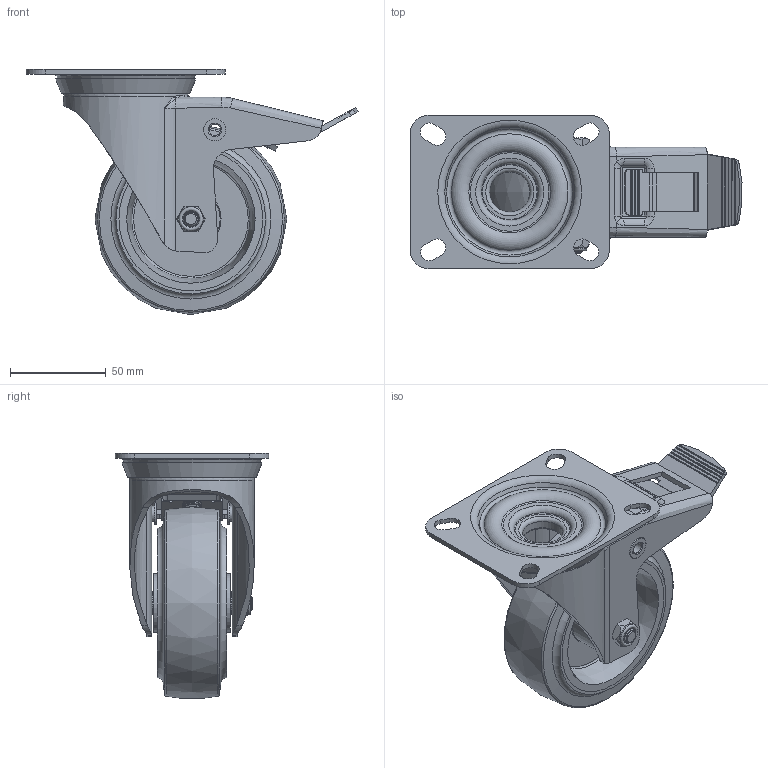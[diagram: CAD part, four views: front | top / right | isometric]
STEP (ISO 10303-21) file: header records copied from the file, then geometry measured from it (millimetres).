
FILE_DESCRIPTION(/* description */ ('','CAx-IF Rec.Pracs.---Representation and Presentation of Product Manufacturing Information (PMI)---4.0---2014-10-13'),/* implementation_level */ '2;1');
FILE_NAME(/* name */ 'V42Q100GNRP04.step',/* time_stamp */ '2025-02-27T10:06:48Z',/* author */ (''),/* organization */ (''),/* preprocessor_version */ 'ST-DEVELOPER v20',/* originating_system */ 'Autodesk Translation Framework v13.20.0.188',/* authorisation */ '');
FILE_SCHEMA (('AP242_MANAGED_MODEL_BASED_3D_ENGINEERING_MIM_LF { 1 0 10303 442 1 1 4 }'));
Length unit declared in the file: millimetre
Products named in the file (26): V42Q100GNRP04; BZMM100WSRNRB v1; 65 SHORE A ELASTIC RUBBER TYRE; NYLON RIM; NYLON RIM Geometry; CAP; ROLLER BEARING; cage; Pattern; Component7; 4CUN-LUNZI_ASM; 4CUN-SSZJ-25; GQ5; SSXG; GQ6; 4CUN-FK-25; JQ; 4CUN-ZS; 4CUN-MPTJLS; 4CUN-LSLZ; FANGSONGLUOMU_ASM; LUOMU; LANJIAOXIN; MP-MD; TUBEM12X40 v1; ZINC PLATED STEEL TUBE
Assembly tree (33 placements, depth 5):
  V42Q100GNRP04
    BZMM100WSRNRB v1
      65 SHORE A ELASTIC RUBBER TYRE
      NYLON RIM
        NYLON RIM Geometry
        CAP
      ROLLER BEARING
        cage
        Pattern
          Component7  x8
    4CUN-LUNZI_ASM
      4CUN-SSZJ-25
      GQ5
      SSXG
      GQ6
      4CUN-FK-25
      JQ
      4CUN-ZS
      MP-MD  x2
      4CUN-MPTJLS
      4CUN-LSLZ
      FANGSONGLUOMU_ASM
        LUOMU
        LANJIAOXIN
    TUBEM12X40 v1
      ZINC PLATED STEEL TUBE
Bounding box: 173.17 x 80 x 127.86 mm (x, y, z)
Volume: 267628.6 mm3; surface area: 143274.8 mm2
Topology: 65 solids, 85 shells, 971 faces, 2622 edges, 1707 vertices
Faces by surface type: plane 425, cylinder 306, bspline 104, torus 51, cone 44, sphere 41
Full cylindrical faces by diameter (mm): 3.2 x2, 3.75 x8, 6 x2, 6.5 x17, 6.8 x16, 8 x3, 8.4 x1, 8.5 x4, 10 x5, 11.3 x1, 11.5 x2, 11.9 x1, 12.5 x3, 13 x1, 20 x1, 20.5 x1, 21 x1, 24.6 x1, 24.9 x1, 25 x2, 28 x1, 30.5 x2, 34.5 x1, 41.8 x1, 56 x1, 65 x1, 75 x2
Entity records: 42539 total; most frequent: CARTESIAN_POINT 18505, ORIENTED_EDGE 4916, DIRECTION 4756, EDGE_CURVE 2504, AXIS2_PLACEMENT_3D 1826, VERTEX_POINT 1683, LINE 1104, VECTOR 1104
